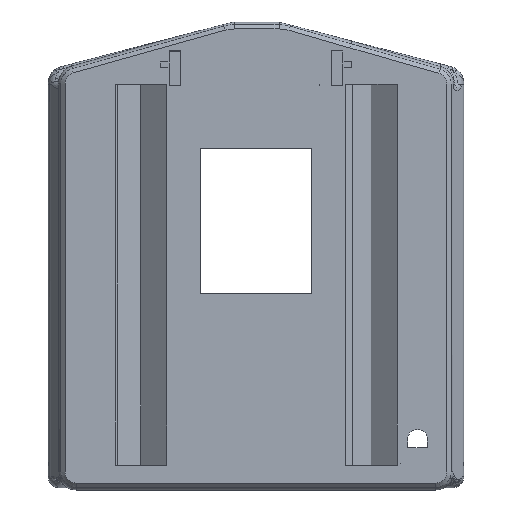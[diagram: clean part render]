
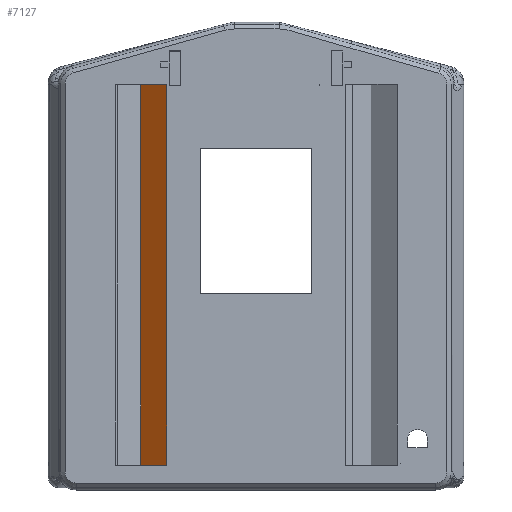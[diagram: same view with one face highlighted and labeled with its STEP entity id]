
A CAD part, top view. The second image highlights one B-rep face of the part: STEP entity #7127.
In plain terms, the highlighted planar face has unit normal (-0.633, 0, 0.774).
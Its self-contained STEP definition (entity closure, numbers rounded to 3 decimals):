
#280=PLANE('',#7684);
#594=LINE('',#12204,#1161);
#843=LINE('',#14804,#1410);
#847=LINE('',#14822,#1414);
#848=LINE('',#14824,#1415);
#849=LINE('',#14825,#1416);
#850=LINE('',#14826,#1417);
#1161=VECTOR('',#8423,10.);
#1410=VECTOR('',#9142,10.);
#1414=VECTOR('',#9162,10.);
#1415=VECTOR('',#9163,10.);
#1416=VECTOR('',#9164,10.);
#1417=VECTOR('',#9165,10.);
#1809=FACE_OUTER_BOUND('',#2218,.T.);
#2218=EDGE_LOOP('',(#6200,#6201,#6202,#6203,#6204,#6205));
#3118=VERTEX_POINT('',#12201);
#3119=VERTEX_POINT('',#12203);
#3408=VERTEX_POINT('',#14801);
#3409=VERTEX_POINT('',#14803);
#3415=VERTEX_POINT('',#14821);
#3416=VERTEX_POINT('',#14823);
#3927=EDGE_CURVE('',#3118,#3119,#594,.T.);
#4396=EDGE_CURVE('',#3409,#3408,#843,.T.);
#4405=EDGE_CURVE('',#3415,#3118,#847,.T.);
#4406=EDGE_CURVE('',#3415,#3416,#848,.T.);
#4407=EDGE_CURVE('',#3409,#3416,#849,.T.);
#4408=EDGE_CURVE('',#3408,#3119,#850,.T.);
#6200=ORIENTED_EDGE('',*,*,#4405,.F.);
#6201=ORIENTED_EDGE('',*,*,#4406,.T.);
#6202=ORIENTED_EDGE('',*,*,#4407,.F.);
#6203=ORIENTED_EDGE('',*,*,#4396,.T.);
#6204=ORIENTED_EDGE('',*,*,#4408,.T.);
#6205=ORIENTED_EDGE('',*,*,#3927,.F.);
#7127=ADVANCED_FACE('',(#1809),#280,.T.);
#7684=AXIS2_PLACEMENT_3D('',#14820,#9160,#9161);
#8423=DIRECTION('',(0.,-1.,0.));
#9142=DIRECTION('',(0.,1.,0.));
#9160=DIRECTION('center_axis',(-0.633,0.,0.774));
#9161=DIRECTION('ref_axis',(0.774,0.,0.633));
#9162=DIRECTION('',(0.774,0.,0.633));
#9163=DIRECTION('',(0.,-1.,0.));
#9164=DIRECTION('',(-0.774,0.,-0.633));
#9165=DIRECTION('',(0.774,0.,0.633));
#12201=CARTESIAN_POINT('',(-64.642,47.108,54.253));
#12203=CARTESIAN_POINT('',(-64.642,-121.5,54.253));
#12204=CARTESIAN_POINT('',(-64.642,9.346,54.253));
#14801=CARTESIAN_POINT('',(-67.802,-121.5,51.669));
#14803=CARTESIAN_POINT('',(-67.802,-121.505,51.669));
#14804=CARTESIAN_POINT('',(-67.802,-121.505,51.669));
#14820=CARTESIAN_POINT('Origin',(-76.261,-121.505,44.753));
#14821=CARTESIAN_POINT('',(-76.261,47.108,44.753));
#14822=CARTESIAN_POINT('',(-75.187,47.108,45.631));
#14823=CARTESIAN_POINT('',(-76.261,-121.505,44.753));
#14824=CARTESIAN_POINT('',(-76.261,-121.505,44.753));
#14825=CARTESIAN_POINT('',(-75.145,-121.505,45.666));
#14826=CARTESIAN_POINT('',(-71.672,-121.5,48.505));
